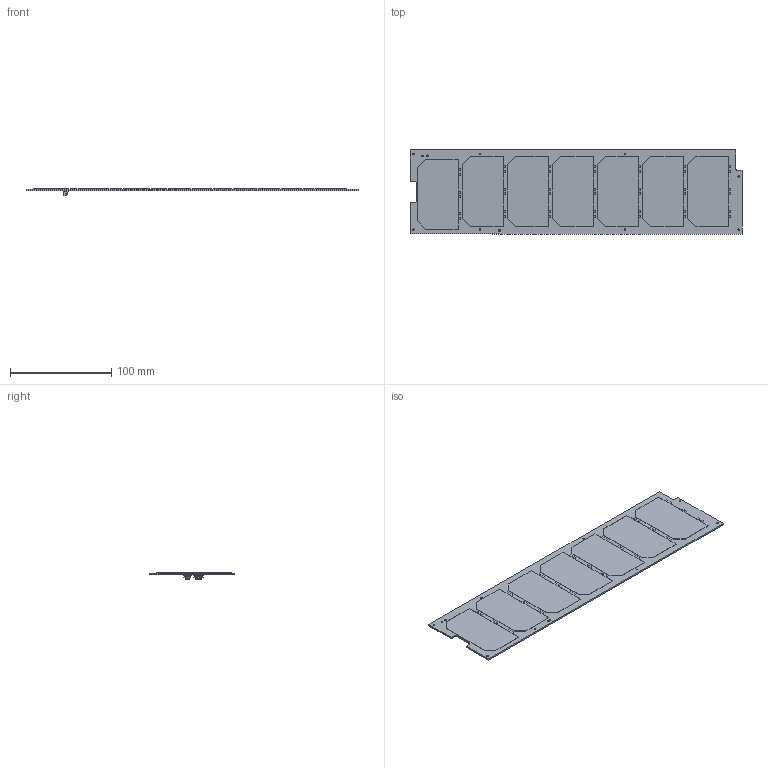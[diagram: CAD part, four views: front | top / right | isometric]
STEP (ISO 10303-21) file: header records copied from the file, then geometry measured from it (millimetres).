
FILE_DESCRIPTION(('KiCad electronic assembly'),'2;1');
FILE_NAME('X-.step','2020-07-24T18:18:01',('An Author'),('A Company'), 'Open CASCADE STEP processor 6.9','KiCad to STEP converter','Unknown' );
FILE_SCHEMA(('AUTOMOTIVE_DESIGN { 1 0 10303 214 1 1 1 1 }'));
Length unit declared in the file: millimetre
Products named in the file (10): Open CASCADE STEP translator 6.9 1; UTJ_Solar_Cell_SolidWorks; SOLID; D_0805_2012Metric; Molex_PicoBlade_53398-0271_1x02-1MP_P1.25mm_Vertical; Molex_PicoBlade_53398-0471_1x04-1MP_P1.25mm_Vertical; COMPOUND
Assembly tree (15 placements, depth 3):
  Open CASCADE STEP translator 6.9 1
    UTJ_Solar_Cell_SolidWorks  x7
      SOLID
    D_0805_2012Metric
      SOLID
    Molex_PicoBlade_53398-0271_1x02-1MP_P1.25mm_Vertical
      SOLID
    Molex_PicoBlade_53398-0471_1x04-1MP_P1.25mm_Vertical
      SOLID
    COMPOUND
Bounding box: 327.53 x 83.06 x 7.2 mm (x, y, z)
Volume: 47028.3 mm3; surface area: 94177.8 mm2
Topology: 11 solids, 11 shells, 677 faces, 1818 edges, 1176 vertices
Faces by surface type: plane 634, cylinder 43
Full cylindrical faces by diameter (mm): 1.55 x9, 1.551 x1
Entity records: 30855 total; most frequent: CARTESIAN_POINT 5351, DIRECTION 4266, LINE 3202, VECTOR 3202, ORIENTED_EDGE 2268, PCURVE 2268, DEFINITIONAL_REPRESENTATION 2268, EDGE_CURVE 1134
